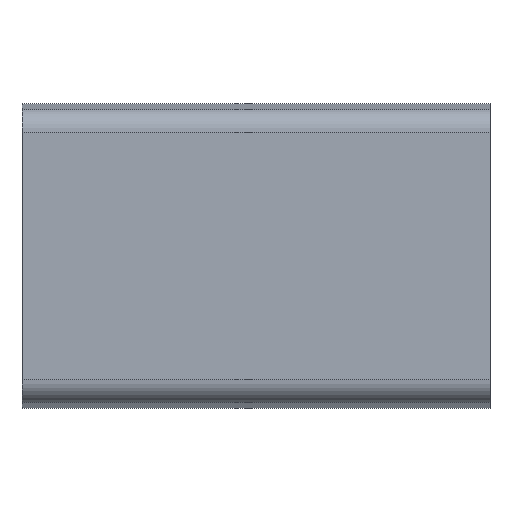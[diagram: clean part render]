
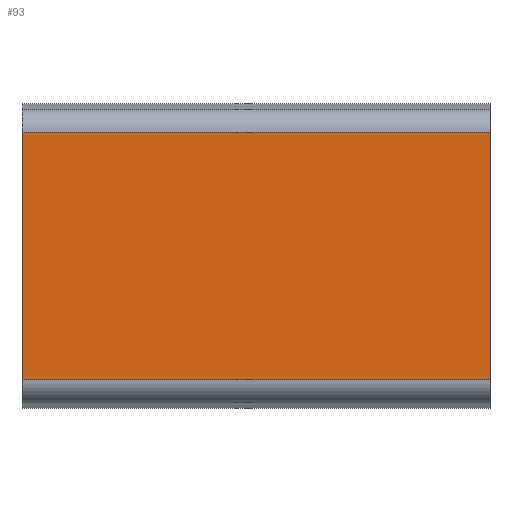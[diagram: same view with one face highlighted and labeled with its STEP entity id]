
A CAD part, front view. The second image highlights one B-rep face of the part: STEP entity #93.
In plain terms, the highlighted planar face has unit normal (0, -1, 0).
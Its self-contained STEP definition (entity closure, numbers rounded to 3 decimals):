
#93 = ADVANCED_FACE( '', ( #146 ), #147, .T. );
#146 = FACE_OUTER_BOUND( '', #214, .T. );
#147 = PLANE( '', #215 );
#214 = EDGE_LOOP( '', ( #372, #373, #374, #375 ) );
#215 = AXIS2_PLACEMENT_3D( '', #376, #377, #378 );
#372 = ORIENTED_EDGE( '', *, *, #595, .T. );
#373 = ORIENTED_EDGE( '', *, *, #596, .F. );
#374 = ORIENTED_EDGE( '', *, *, #597, .T. );
#375 = ORIENTED_EDGE( '', *, *, #593, .T. );
#376 = CARTESIAN_POINT( '', ( 0., -49., -26.42 ) );
#377 = DIRECTION( '', ( 0., -1., 0. ) );
#378 = DIRECTION( '', ( 0., 0., -1. ) );
#593 = EDGE_CURVE( '', #726, #724, #727, .T. );
#595 = EDGE_CURVE( '', #724, #729, #730, .T. );
#596 = EDGE_CURVE( '', #731, #729, #732, .T. );
#597 = EDGE_CURVE( '', #731, #726, #733, .T. );
#724 = VERTEX_POINT( '', #924 );
#726 = VERTEX_POINT( '', #926 );
#727 = LINE( '', #927, #928 );
#729 = VERTEX_POINT( '', #930 );
#730 = LINE( '', #931, #932 );
#731 = VERTEX_POINT( '', #933 );
#732 = LINE( '', #934, #935 );
#733 = LINE( '', #936, #937 );
#924 = CARTESIAN_POINT( '', ( 100., -49., -26.42 ) );
#926 = CARTESIAN_POINT( '', ( 0., -49., -26.42 ) );
#927 = CARTESIAN_POINT( '', ( 0., -49., -26.42 ) );
#928 = VECTOR( '', #1107, 1. );
#930 = CARTESIAN_POINT( '', ( 100., -49., 26.42 ) );
#931 = CARTESIAN_POINT( '', ( 100., -49., 26.42 ) );
#932 = VECTOR( '', #1111, 1. );
#933 = CARTESIAN_POINT( '', ( 0., -49., 26.42 ) );
#934 = CARTESIAN_POINT( '', ( 0., -49., 26.42 ) );
#935 = VECTOR( '', #1112, 1. );
#936 = CARTESIAN_POINT( '', ( 0., -49., 26.42 ) );
#937 = VECTOR( '', #1113, 1. );
#1107 = DIRECTION( '', ( 1., 0., 0. ) );
#1111 = DIRECTION( '', ( 0., 0., 1. ) );
#1112 = DIRECTION( '', ( 1., 0., 0. ) );
#1113 = DIRECTION( '', ( 0., 0., -1. ) );
